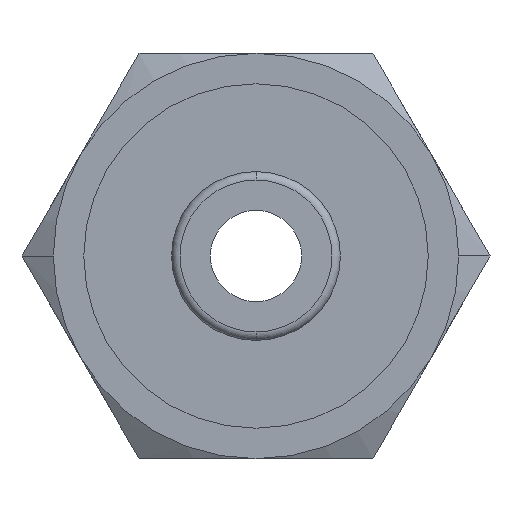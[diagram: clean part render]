
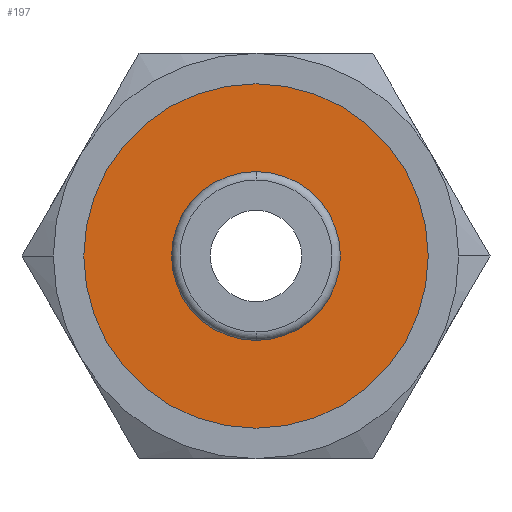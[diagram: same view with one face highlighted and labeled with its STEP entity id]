
A CAD part, front view. The second image highlights one B-rep face of the part: STEP entity #197.
In plain terms, the highlighted planar face has unit normal (0, -1, 0).
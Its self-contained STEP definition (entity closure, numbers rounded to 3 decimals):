
#197=ADVANCED_FACE('',(#403,#404),#405,.T.);
#403=FACE_OUTER_BOUND('',#612,.T.);
#404=FACE_BOUND('',#613,.T.);
#405=PLANE('',#614);
#612=EDGE_LOOP('',(#1121,#1122));
#613=EDGE_LOOP('',(#1123,#1124));
#614=AXIS2_PLACEMENT_3D('',#1125,#1126,#1127);
#1121=ORIENTED_EDGE('',*,*,#1440,.T.);
#1122=ORIENTED_EDGE('',*,*,#1287,.T.);
#1123=ORIENTED_EDGE('',*,*,#1261,.F.);
#1124=ORIENTED_EDGE('',*,*,#1441,.F.);
#1125=CARTESIAN_POINT('',(0.0,10.0,0.0));
#1126=DIRECTION('',(0.0,-1.0,0.0));
#1127=DIRECTION('',(-1.0,0.0,0.0));
#1261=EDGE_CURVE('',#1524,#1520,#1526,.T.);
#1287=EDGE_CURVE('',#1567,#1564,#1568,.T.);
#1440=EDGE_CURVE('',#1564,#1567,#1783,.T.);
#1441=EDGE_CURVE('',#1520,#1524,#1784,.T.);
#1520=VERTEX_POINT('',#2019);
#1524=VERTEX_POINT('',#2024);
#1526=CIRCLE('',#2027,2.5);
#1564=VERTEX_POINT('',#2073);
#1567=VERTEX_POINT('',#2077);
#1568=CIRCLE('',#2078,5.1);
#1783=CIRCLE('',#2584,5.1);
#1784=CIRCLE('',#2585,2.5);
#2019=CARTESIAN_POINT('',(2.5,10.0,0.));
#2024=CARTESIAN_POINT('',(-2.5,10.0,0.));
#2027=AXIS2_PLACEMENT_3D('',#2669,#2670,#2671);
#2073=CARTESIAN_POINT('',(5.1,10.0,0.0));
#2077=CARTESIAN_POINT('',(-5.1,10.0,0.));
#2078=AXIS2_PLACEMENT_3D('',#2711,#2712,#2713);
#2584=AXIS2_PLACEMENT_3D('',#2900,#2901,#2902);
#2585=AXIS2_PLACEMENT_3D('',#2903,#2904,#2905);
#2669=CARTESIAN_POINT('',(0.0,10.0,0.0));
#2670=DIRECTION('',(0.0,-1.0,0.0));
#2671=DIRECTION('',(1.0,0.0,0.0));
#2711=CARTESIAN_POINT('',(0.0,10.0,0.0));
#2712=DIRECTION('',(0.0,-1.0,0.0));
#2713=DIRECTION('',(1.0,0.0,0.0));
#2900=CARTESIAN_POINT('',(0.0,10.0,0.0));
#2901=DIRECTION('',(0.0,-1.0,0.0));
#2902=DIRECTION('',(1.0,0.0,0.0));
#2903=CARTESIAN_POINT('',(0.0,10.0,0.0));
#2904=DIRECTION('',(0.0,-1.0,0.0));
#2905=DIRECTION('',(1.0,0.0,0.0));
